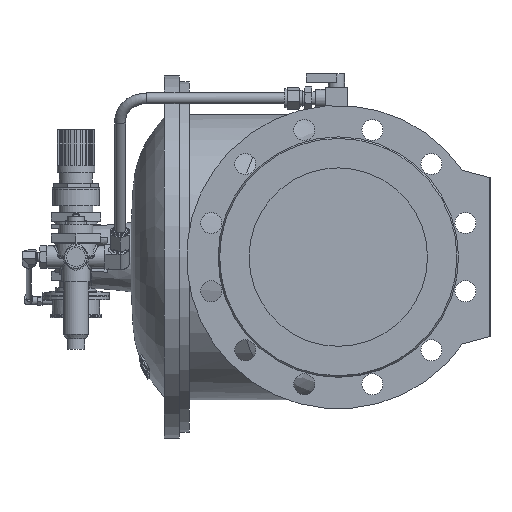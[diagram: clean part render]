
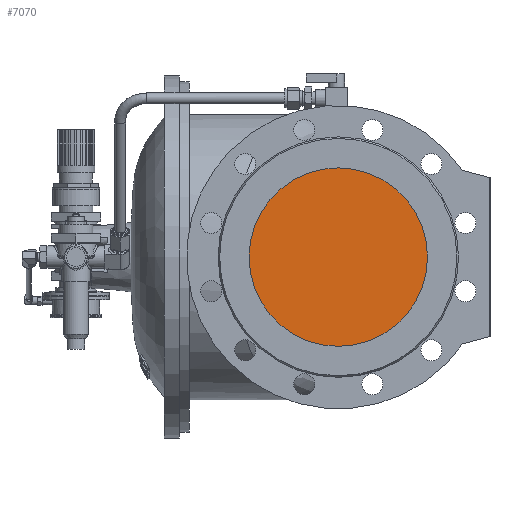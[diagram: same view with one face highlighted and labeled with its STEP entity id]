
A CAD part, left-side view. The second image highlights one B-rep face of the part: STEP entity #7070.
In plain terms, the highlighted planar face has unit normal (-1, 0, 0).
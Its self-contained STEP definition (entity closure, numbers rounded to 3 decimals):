
#6521 = EDGE_LOOP ( 'NONE', ( #38517 ) ) ;
#7070 = ADVANCED_FACE ( 'NONE', ( #30248 ), #33279, .T. ) ;
#14161 = EDGE_CURVE ( 'NONE', #27729, #27729, #22195, .T. ) ;
#22195 = CIRCLE ( 'NONE', #33936, 100. ) ;
#24252 = CARTESIAN_POINT ( 'NONE',  ( -290., 0., 0. ) ) ;
#24253 = DIRECTION ( 'NONE',  ( -1., 0., 0. ) ) ;
#24254 = DIRECTION ( 'NONE',  ( 0., -1., 0. ) ) ;
#27729 = VERTEX_POINT ( 'NONE', #37651 ) ;
#30248 = FACE_OUTER_BOUND ( 'NONE', #6521, .T. ) ;
#33278 = CARTESIAN_POINT ( 'NONE',  ( -290., 0., 0. ) ) ;
#33279 = PLANE ( 'NONE',  #33449 ) ;
#33282 = DIRECTION ( 'NONE',  ( -1., 0., 0. ) ) ;
#33283 = DIRECTION ( 'NONE',  ( 0., -1., 0. ) ) ;
#33449 = AXIS2_PLACEMENT_3D ( 'NONE', #33278, #33282, #33283 ) ;
#33936 = AXIS2_PLACEMENT_3D ( 'NONE', #24252, #24253, #24254 ) ;
#37651 = CARTESIAN_POINT ( 'NONE',  ( -290., -100., 0. ) ) ;
#38517 = ORIENTED_EDGE ( 'NONE', *, *, #14161, .T. ) ;
